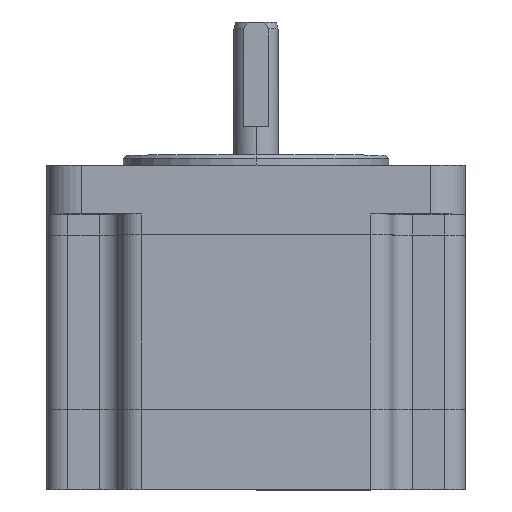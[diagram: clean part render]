
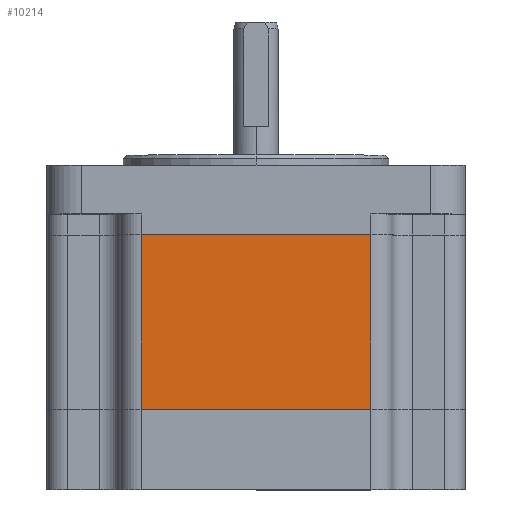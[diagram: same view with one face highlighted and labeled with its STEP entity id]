
A CAD part, top view. The second image highlights one B-rep face of the part: STEP entity #10214.
In plain terms, the highlighted planar face has unit normal (0, 0, 1).
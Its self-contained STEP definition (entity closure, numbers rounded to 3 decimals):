
#123 = ORIENTED_EDGE ( 'NONE', *, *, #10638, .T. ) ;
#124 = ORIENTED_EDGE ( 'NONE', *, *, #10665, .T. ) ;
#125 = ORIENTED_EDGE ( 'NONE', *, *, #9105, .F. ) ;
#126 = ORIENTED_EDGE ( 'NONE', *, *, #10631, .T. ) ;
#867 = EDGE_LOOP ( 'NONE', ( #126, #124, #125, #123 ) ) ;
#1850 = CARTESIAN_POINT ( 'NONE',  ( 34.15, 11.51, 47.65 ) ) ;
#1851 = CARTESIAN_POINT ( 'NONE',  ( 1.15, 11.51, 47.65 ) ) ;
#3895 = LINE ( 'NONE', #3896, #10161 ) ;
#3896 = CARTESIAN_POINT ( 'NONE',  ( -10.296, 36.49, 47.65 ) ) ;
#3897 = DIRECTION ( 'NONE',  ( 1., 0., 0. ) ) ;
#4631 = VECTOR ( 'NONE', #5216, 1000. ) ;
#4638 = VECTOR ( 'NONE', #5237, 1000. ) ;
#4690 = VECTOR ( 'NONE', #5376, 1000. ) ;
#4761 = FACE_OUTER_BOUND ( 'NONE', #867, .T. ) ;
#4767 = AXIS2_PLACEMENT_3D ( 'NONE', #7147, #7148, #7149 ) ;
#5214 = LINE ( 'NONE', #5215, #4631 ) ;
#5215 = CARTESIAN_POINT ( 'NONE',  ( -10.296, 11.51, 47.65 ) ) ;
#5216 = DIRECTION ( 'NONE',  ( 1., 0., 0. ) ) ;
#5235 = LINE ( 'NONE', #5236, #4638 ) ;
#5236 = CARTESIAN_POINT ( 'NONE',  ( 1.15, 46.5, 47.65 ) ) ;
#5237 = DIRECTION ( 'NONE',  ( 0., -1., 0. ) ) ;
#5374 = LINE ( 'NONE', #5375, #4690 ) ;
#5375 = CARTESIAN_POINT ( 'NONE',  ( 34.15, 46.5, 47.65 ) ) ;
#5376 = DIRECTION ( 'NONE',  ( 0., 1., 0. ) ) ;
#7146 = PLANE ( 'NONE',  #4767 ) ;
#7147 = CARTESIAN_POINT ( 'NONE',  ( -10.296, 46.5, 47.65 ) ) ;
#7148 = DIRECTION ( 'NONE',  ( 0., 0., -1. ) ) ;
#7149 = DIRECTION ( 'NONE',  ( -1., 0., 0. ) ) ;
#7361 = CARTESIAN_POINT ( 'NONE',  ( 34.15, 36.49, 47.65 ) ) ;
#7362 = CARTESIAN_POINT ( 'NONE',  ( 1.15, 36.49, 47.65 ) ) ;
#8376 = VERTEX_POINT ( 'NONE', #1850 ) ;
#8377 = VERTEX_POINT ( 'NONE', #1851 ) ;
#9105 = EDGE_CURVE ( 'NONE', #9649, #9648, #3895, .T. ) ;
#9648 = VERTEX_POINT ( 'NONE', #7361 ) ;
#9649 = VERTEX_POINT ( 'NONE', #7362 ) ;
#10161 = VECTOR ( 'NONE', #3897, 1000. ) ;
#10214 = ADVANCED_FACE ( 'NONE', ( #4761 ), #7146, .F. ) ;
#10631 = EDGE_CURVE ( 'NONE', #8377, #8376, #5214, .T. ) ;
#10638 = EDGE_CURVE ( 'NONE', #9649, #8377, #5235, .T. ) ;
#10665 = EDGE_CURVE ( 'NONE', #8376, #9648, #5374, .T. ) ;
